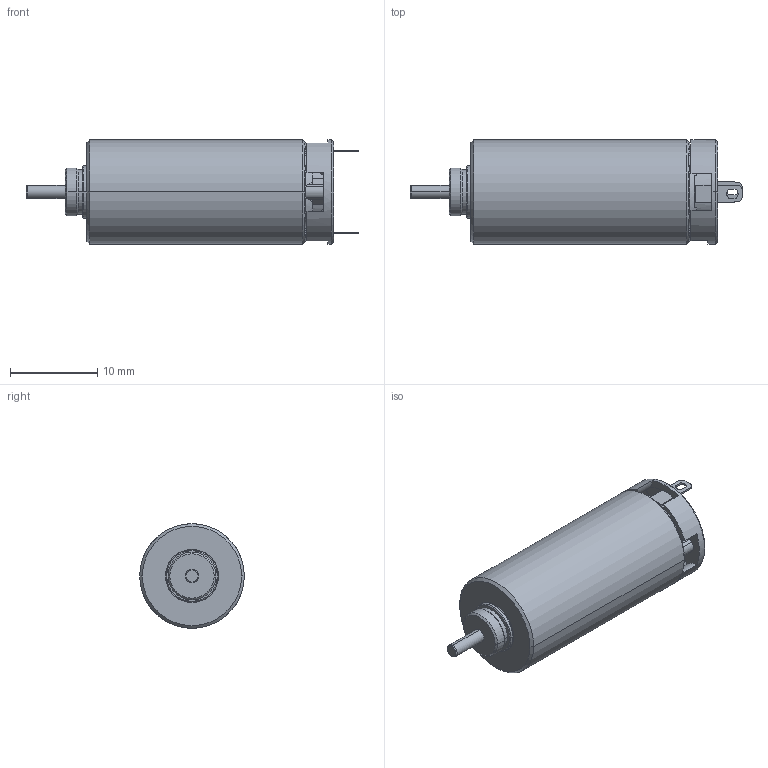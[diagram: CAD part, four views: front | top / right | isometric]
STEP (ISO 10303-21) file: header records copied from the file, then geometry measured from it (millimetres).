
FILE_DESCRIPTION((''),'2;1');
FILE_NAME('12G_88_201E_1001','2015-11-05T',('nishant.babu'),(''),'PRO/ENGINEER BY PARAMETRIC TECHNOLOGY CORPORATION, 2014310','PRO/ENGINEER BY PARAMETRIC TECHNOLOGY CORPORATION, 2014310','');
FILE_SCHEMA(('CONFIG_CONTROL_DESIGN'));
Length unit declared in the file: millimetre
Products named in the file (1): 12G_88_201E_1001
Bounding box: 38.11 x 12 x 12 mm (x, y, z)
Volume: 3159.5 mm3; surface area: 1624.4 mm2
Topology: 1 solids, 1 shells, 233 faces, 612 edges, 381 vertices
Faces by surface type: plane 133, cylinder 71, cone 19, bspline 8, torus 2
Entity records: 8089 total; most frequent: CARTESIAN_POINT 2304, DIRECTION 1208, ORIENTED_EDGE 1208, EDGE_CURVE 604, AXIS2_PLACEMENT_3D 438, VERTEX_POINT 381, VECTOR 332, LINE 332
